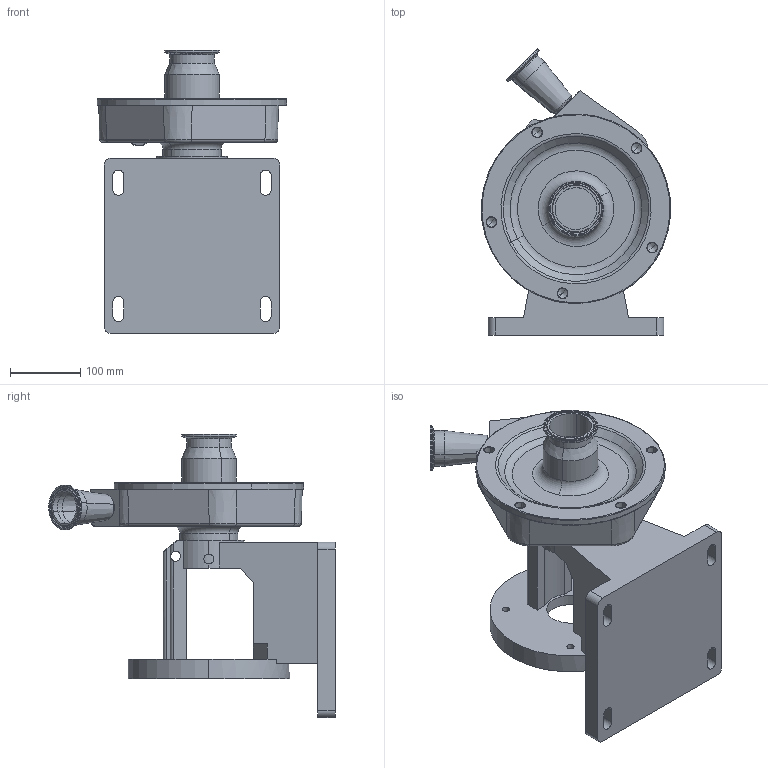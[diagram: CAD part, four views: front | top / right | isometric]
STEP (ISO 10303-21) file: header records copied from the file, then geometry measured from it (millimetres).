
FILE_DESCRIPTION (( 'STEP AP214' ), '1' );
FILE_NAME ('FP 1741-1742-1732 180-210TC 45L.STEP', '2023-02-13T21:08:37', ( '' ), ( '' ), 'SwSTEP 2.0', 'SolidWorks 2021', '' );
FILE_SCHEMA (( 'AUTOMOTIVE_DESIGN' ));
Length unit declared in the file: millimetre
Products named in the file (1): FP 1741-1742-1732 180-210TC 45L
Bounding box: 269.64 x 408.29 x 403.5 mm (x, y, z)
Volume: 7358987.5 mm3; surface area: 687985.8 mm2
Topology: 1 solids, 1 shells, 319 faces, 794 edges, 481 vertices
Faces by surface type: cylinder 117, plane 86, cone 67, torus 47, bspline 1, sphere 1
Entity records: 9969 total; most frequent: CARTESIAN_POINT 2063, DIRECTION 1809, ORIENTED_EDGE 1568, EDGE_CURVE 784, AXIS2_PLACEMENT_3D 726, VERTEX_POINT 481, CIRCLE 407, EDGE_LOOP 363
